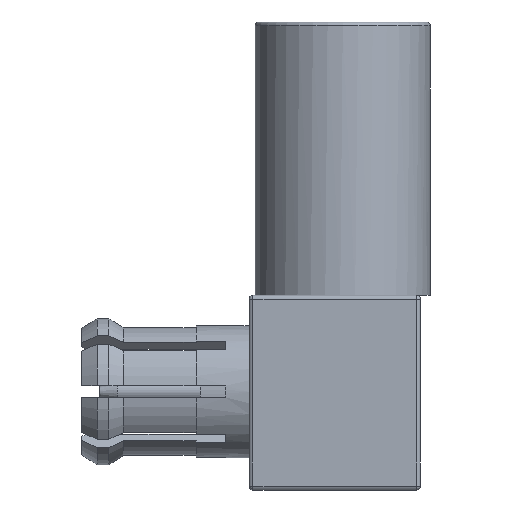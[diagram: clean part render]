
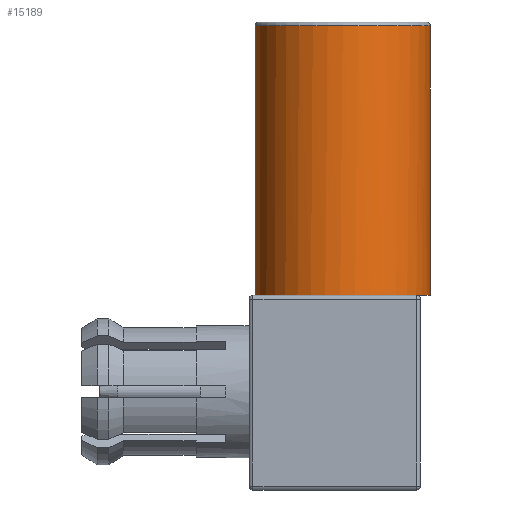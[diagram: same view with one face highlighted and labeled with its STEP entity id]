
A CAD part, front view. The second image highlights one B-rep face of the part: STEP entity #15189.
In plain terms, the highlighted cylindrical face has radius 2.251 mm (diameter 4.501 mm), a partial arc.
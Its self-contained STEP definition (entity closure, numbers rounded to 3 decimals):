
#1346=CARTESIAN_POINT('',(2.357,0.,6.922));
#1347=DIRECTION('',(0.,0.,1.));
#1348=DIRECTION('',(-1.,0.,0.));
#1349=AXIS2_PLACEMENT_3D('',#1346,#1347,#1348);
#1351=CARTESIAN_POINT('',(2.357,0.,0.));
#1352=DIRECTION('',(0.,0.,1.));
#1353=DIRECTION('',(0.841,-0.541,0.));
#1354=AXIS2_PLACEMENT_3D('',#1351,#1352,#1353);
#1419=CARTESIAN_POINT('',(2.357,0.,0.));
#1420=DIRECTION('',(0.,0.,1.));
#1421=DIRECTION('',(-1.,0.,0.));
#1422=AXIS2_PLACEMENT_3D('',#1419,#1420,#1421);
#11704=DIRECTION('',(0.,0.,1.));
#11705=VECTOR('',#11704,6.922);
#11706=CARTESIAN_POINT('',(0.107,0.,0.));
#11707=LINE('',#11706,#11705);
#11713=DIRECTION('',(0.,0.,1.));
#11714=VECTOR('',#11713,6.922);
#11715=CARTESIAN_POINT('',(4.608,0.,0.));
#11716=LINE('',#11715,#11714);
#13202=CARTESIAN_POINT('',(0.107,0.,0.));
#13203=CARTESIAN_POINT('',(4.25,-1.218,0.));
#13204=VERTEX_POINT('',#13202);
#13205=VERTEX_POINT('',#13203);
#13212=CARTESIAN_POINT('',(4.608,0.,0.));
#13213=VERTEX_POINT('',#13212);
#13226=CARTESIAN_POINT('',(4.608,0.,6.922));
#13227=CARTESIAN_POINT('',(0.107,0.,6.922));
#13228=VERTEX_POINT('',#13226);
#13229=VERTEX_POINT('',#13227);
#15173=CARTESIAN_POINT('',(2.357,0.,-0.351));
#15174=DIRECTION('',(0.,0.,1.));
#15175=DIRECTION('',(-1.,0.,0.));
#15176=AXIS2_PLACEMENT_3D('',#15173,#15174,#15175);
#15177=CYLINDRICAL_SURFACE('',#15176,2.251);
#15179=ORIENTED_EDGE('',*,*,#15178,.T.);
#15181=ORIENTED_EDGE('',*,*,#15180,.F.);
#15182=ORIENTED_EDGE('',*,*,#15165,.F.);
#15184=ORIENTED_EDGE('',*,*,#15183,.F.);
#15186=ORIENTED_EDGE('',*,*,#15185,.T.);
#15187=EDGE_LOOP('',(#15179,#15181,#15182,#15184,#15186));
#15188=FACE_OUTER_BOUND('',#15187,.F.);
#1350=CIRCLE('',#1349,2.251);
#1355=CIRCLE('',#1354,2.251);
#1423=CIRCLE('',#1422,2.251);
#15165=EDGE_CURVE('',#13205,#13213,#1355,.T.);
#15178=EDGE_CURVE('',#13229,#13228,#1350,.T.);
#15180=EDGE_CURVE('',#13213,#13228,#11716,.T.);
#15183=EDGE_CURVE('',#13204,#13205,#1423,.T.);
#15185=EDGE_CURVE('',#13204,#13229,#11707,.T.);
#15189=ADVANCED_FACE('',(#15188),#15177,.T.);
